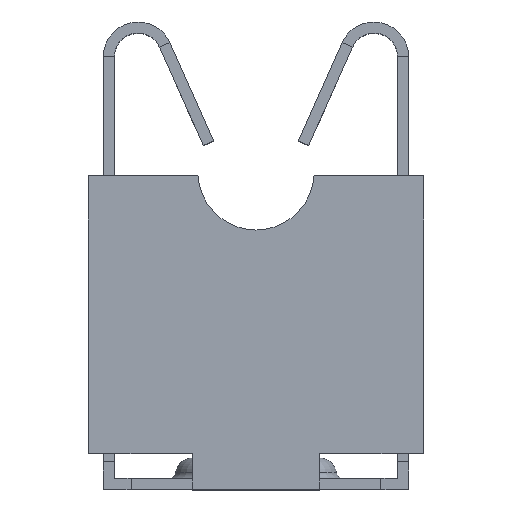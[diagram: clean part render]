
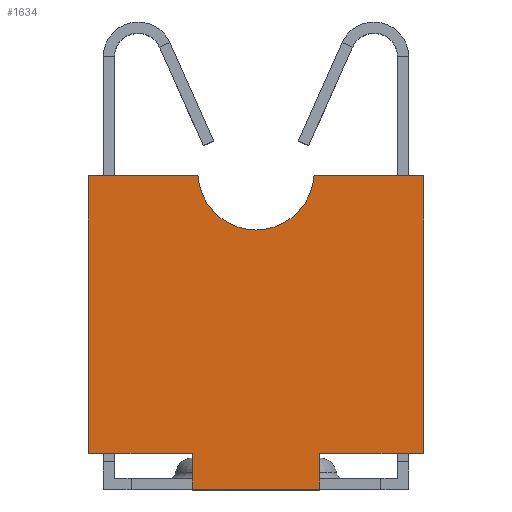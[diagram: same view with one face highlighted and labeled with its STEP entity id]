
A CAD part, top view. The second image highlights one B-rep face of the part: STEP entity #1634.
In plain terms, the highlighted planar face has unit normal (0, 0, 1).
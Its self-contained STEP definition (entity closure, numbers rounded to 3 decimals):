
#17 = DIRECTION ( 'NONE',  ( -1., 0., 0. ) ) ;
#19 = EDGE_CURVE ( 'NONE', #2319, #1015, #553, .T. ) ;
#117 = VECTOR ( 'NONE', #482, 1000. ) ;
#122 = CARTESIAN_POINT ( 'NONE',  ( 10.6, 22.6, 10.9 ) ) ;
#123 = EDGE_CURVE ( 'NONE', #2750, #1388, #3515, .T. ) ;
#155 = LINE ( 'NONE', #2599, #2994 ) ;
#162 = CARTESIAN_POINT ( 'NONE',  ( 12.1, 2.6, 10.9 ) ) ;
#165 = EDGE_CURVE ( 'NONE', #2401, #2077, #1810, .T. ) ;
#177 = VECTOR ( 'NONE', #1723, 1000. ) ;
#179 = CARTESIAN_POINT ( 'NONE',  ( -10.6, 2.6, 10.9 ) ) ;
#191 = EDGE_CURVE ( 'NONE', #3327, #2401, #378, .T. ) ;
#199 = CARTESIAN_POINT ( 'NONE',  ( 10.6, 2.6, 10.9 ) ) ;
#222 = CARTESIAN_POINT ( 'NONE',  ( 4.6, 2.6, 10.9 ) ) ;
#230 = ORIENTED_EDGE ( 'NONE', *, *, #2087, .T. ) ;
#286 = DIRECTION ( 'NONE',  ( -1., 0., 0. ) ) ;
#324 = VECTOR ( 'NONE', #649, 1000. ) ;
#330 = CARTESIAN_POINT ( 'NONE',  ( 4.6, 1., 10.9 ) ) ;
#378 = LINE ( 'NONE', #3231, #1171 ) ;
#444 = CARTESIAN_POINT ( 'NONE',  ( -12.1, 1., 10.9 ) ) ;
#451 = VERTEX_POINT ( 'NONE', #537 ) ;
#482 = DIRECTION ( 'NONE',  ( 0., -1., 0. ) ) ;
#487 = DIRECTION ( 'NONE',  ( 0., -1., 0. ) ) ;
#537 = CARTESIAN_POINT ( 'NONE',  ( 12.1, 22.6, 10.9 ) ) ;
#553 = LINE ( 'NONE', #1659, #2353 ) ;
#593 = VERTEX_POINT ( 'NONE', #1922 ) ;
#649 = DIRECTION ( 'NONE',  ( -1., 0., 0. ) ) ;
#730 = DIRECTION ( 'NONE',  ( -1., 0., 0. ) ) ;
#746 = CARTESIAN_POINT ( 'NONE',  ( 4.6, 1., 10.9 ) ) ;
#784 = CARTESIAN_POINT ( 'NONE',  ( -4.6, 0., 10.9 ) ) ;
#794 = LINE ( 'NONE', #2659, #1682 ) ;
#802 = DIRECTION ( 'NONE',  ( -1., 0., 0. ) ) ;
#869 = DIRECTION ( 'NONE',  ( 0., 0., -1. ) ) ;
#882 = ORIENTED_EDGE ( 'NONE', *, *, #2104, .F. ) ;
#895 = EDGE_LOOP ( 'NONE', ( #2675, #2880, #937, #1552, #2516, #1163, #3022, #2713, #1568, #1772, #3281, #1979, #1205, #230, #882, #1698 ) ) ;
#925 = EDGE_CURVE ( 'NONE', #1474, #2077, #3089, .T. ) ;
#930 = DIRECTION ( 'NONE',  ( -1., 0., 0. ) ) ;
#937 = ORIENTED_EDGE ( 'NONE', *, *, #1233, .T. ) ;
#1003 = EDGE_CURVE ( 'NONE', #2017, #2319, #3239, .T. ) ;
#1007 = CARTESIAN_POINT ( 'NONE',  ( -12.1, 22.6, 10.9 ) ) ;
#1015 = VERTEX_POINT ( 'NONE', #784 ) ;
#1083 = VECTOR ( 'NONE', #802, 1000. ) ;
#1163 = ORIENTED_EDGE ( 'NONE', *, *, #191, .F. ) ;
#1171 = VECTOR ( 'NONE', #17, 1000. ) ;
#1205 = ORIENTED_EDGE ( 'NONE', *, *, #2430, .F. ) ;
#1215 = EDGE_CURVE ( 'NONE', #1375, #2017, #1661, .T. ) ;
#1225 = AXIS2_PLACEMENT_3D ( 'NONE', #1515, #2078, #3419 ) ;
#1233 = EDGE_CURVE ( 'NONE', #2750, #1474, #2848, .T. ) ;
#1278 = VERTEX_POINT ( 'NONE', #1807 ) ;
#1298 = DIRECTION ( 'NONE',  ( 1., 0., 0. ) ) ;
#1375 = VERTEX_POINT ( 'NONE', #222 ) ;
#1388 = VERTEX_POINT ( 'NONE', #1596 ) ;
#1389 = AXIS2_PLACEMENT_3D ( 'NONE', #1466, #869, #2026 ) ;
#1466 = CARTESIAN_POINT ( 'NONE',  ( 4.6, 1., 10.9 ) ) ;
#1470 = DIRECTION ( 'NONE',  ( -1., 0., 0. ) ) ;
#1474 = VERTEX_POINT ( 'NONE', #1857 ) ;
#1489 = EDGE_CURVE ( 'NONE', #3194, #1278, #794, .T. ) ;
#1515 = CARTESIAN_POINT ( 'NONE',  ( 0., 22.9, 10.9 ) ) ;
#1552 = ORIENTED_EDGE ( 'NONE', *, *, #925, .T. ) ;
#1568 = ORIENTED_EDGE ( 'NONE', *, *, #2983, .T. ) ;
#1596 = CARTESIAN_POINT ( 'NONE',  ( 4.189, 22.6, 10.9 ) ) ;
#1613 = VECTOR ( 'NONE', #3037, 1000. ) ;
#1634 = ADVANCED_FACE ( 'NONE', ( #2813 ), #3323, .F. ) ;
#1659 = CARTESIAN_POINT ( 'NONE',  ( 4.6, 0., 10.9 ) ) ;
#1661 = LINE ( 'NONE', #330, #1613 ) ;
#1676 = CARTESIAN_POINT ( 'NONE',  ( 4.6, 22.6, 10.9 ) ) ;
#1682 = VECTOR ( 'NONE', #3551, 1000. ) ;
#1698 = ORIENTED_EDGE ( 'NONE', *, *, #2901, .F. ) ;
#1723 = DIRECTION ( 'NONE',  ( 1., 0., 0. ) ) ;
#1744 = EDGE_CURVE ( 'NONE', #3194, #3327, #2877, .T. ) ;
#1752 = VECTOR ( 'NONE', #487, 1000. ) ;
#1758 = LINE ( 'NONE', #3432, #2539 ) ;
#1772 = ORIENTED_EDGE ( 'NONE', *, *, #19, .F. ) ;
#1807 = CARTESIAN_POINT ( 'NONE',  ( -4.6, 1., 10.9 ) ) ;
#1810 = LINE ( 'NONE', #444, #2704 ) ;
#1817 = CARTESIAN_POINT ( 'NONE',  ( -12.1, 2.6, 10.9 ) ) ;
#1845 = LINE ( 'NONE', #2940, #117 ) ;
#1857 = CARTESIAN_POINT ( 'NONE',  ( -10.6, 22.6, 10.9 ) ) ;
#1922 = CARTESIAN_POINT ( 'NONE',  ( 10.6, 2.6, 10.9 ) ) ;
#1926 = VERTEX_POINT ( 'NONE', #122 ) ;
#1947 = VECTOR ( 'NONE', #2603, 1000. ) ;
#1979 = ORIENTED_EDGE ( 'NONE', *, *, #1215, .F. ) ;
#1991 = CARTESIAN_POINT ( 'NONE',  ( -10.6, 22.6, 10.9 ) ) ;
#2017 = VERTEX_POINT ( 'NONE', #2879 ) ;
#2026 = DIRECTION ( 'NONE',  ( -1., 0., 0. ) ) ;
#2060 = LINE ( 'NONE', #199, #2117 ) ;
#2069 = CARTESIAN_POINT ( 'NONE',  ( 4.6, 0., 10.9 ) ) ;
#2077 = VERTEX_POINT ( 'NONE', #1007 ) ;
#2078 = DIRECTION ( 'NONE',  ( 0., 0., 1. ) ) ;
#2087 = EDGE_CURVE ( 'NONE', #593, #3200, #2060, .T. ) ;
#2104 = EDGE_CURVE ( 'NONE', #451, #3200, #2313, .T. ) ;
#2117 = VECTOR ( 'NONE', #1298, 1000. ) ;
#2167 = LINE ( 'NONE', #3267, #177 ) ;
#2313 = LINE ( 'NONE', #3150, #1947 ) ;
#2319 = VERTEX_POINT ( 'NONE', #2069 ) ;
#2353 = VECTOR ( 'NONE', #286, 1000. ) ;
#2401 = VERTEX_POINT ( 'NONE', #1817 ) ;
#2430 = EDGE_CURVE ( 'NONE', #593, #1375, #155, .T. ) ;
#2516 = ORIENTED_EDGE ( 'NONE', *, *, #165, .F. ) ;
#2539 = VECTOR ( 'NONE', #930, 1000. ) ;
#2599 = CARTESIAN_POINT ( 'NONE',  ( 12.1, 2.6, 10.9 ) ) ;
#2603 = DIRECTION ( 'NONE',  ( 0., -1., 0. ) ) ;
#2659 = CARTESIAN_POINT ( 'NONE',  ( -4.6, 1., 10.9 ) ) ;
#2675 = ORIENTED_EDGE ( 'NONE', *, *, #3145, .T. ) ;
#2704 = VECTOR ( 'NONE', #3385, 1000. ) ;
#2713 = ORIENTED_EDGE ( 'NONE', *, *, #1489, .T. ) ;
#2750 = VERTEX_POINT ( 'NONE', #3497 ) ;
#2813 = FACE_OUTER_BOUND ( 'NONE', #895, .T. ) ;
#2848 = LINE ( 'NONE', #1676, #1083 ) ;
#2877 = LINE ( 'NONE', #2908, #324 ) ;
#2879 = CARTESIAN_POINT ( 'NONE',  ( 4.6, 1., 10.9 ) ) ;
#2880 = ORIENTED_EDGE ( 'NONE', *, *, #123, .F. ) ;
#2901 = EDGE_CURVE ( 'NONE', #1926, #451, #2167, .T. ) ;
#2908 = CARTESIAN_POINT ( 'NONE',  ( 12.1, 2.6, 10.9 ) ) ;
#2915 = CARTESIAN_POINT ( 'NONE',  ( -4.6, 2.6, 10.9 ) ) ;
#2940 = CARTESIAN_POINT ( 'NONE',  ( -4.6, 1., 10.9 ) ) ;
#2983 = EDGE_CURVE ( 'NONE', #1278, #1015, #1845, .T. ) ;
#2994 = VECTOR ( 'NONE', #730, 1000. ) ;
#3022 = ORIENTED_EDGE ( 'NONE', *, *, #1744, .F. ) ;
#3037 = DIRECTION ( 'NONE',  ( 0., -1., 0. ) ) ;
#3068 = VECTOR ( 'NONE', #1470, 1000. ) ;
#3089 = LINE ( 'NONE', #1991, #3068 ) ;
#3145 = EDGE_CURVE ( 'NONE', #1926, #1388, #1758, .T. ) ;
#3150 = CARTESIAN_POINT ( 'NONE',  ( 12.1, 1., 10.9 ) ) ;
#3194 = VERTEX_POINT ( 'NONE', #2915 ) ;
#3200 = VERTEX_POINT ( 'NONE', #162 ) ;
#3231 = CARTESIAN_POINT ( 'NONE',  ( 4.6, 2.6, 10.9 ) ) ;
#3239 = LINE ( 'NONE', #746, #1752 ) ;
#3267 = CARTESIAN_POINT ( 'NONE',  ( 4.6, 22.6, 10.9 ) ) ;
#3281 = ORIENTED_EDGE ( 'NONE', *, *, #1003, .F. ) ;
#3323 = PLANE ( 'NONE',  #1389 ) ;
#3327 = VERTEX_POINT ( 'NONE', #179 ) ;
#3385 = DIRECTION ( 'NONE',  ( 0., 1., 0. ) ) ;
#3419 = DIRECTION ( 'NONE',  ( 1., 0., 0. ) ) ;
#3432 = CARTESIAN_POINT ( 'NONE',  ( 4.6, 22.6, 10.9 ) ) ;
#3497 = CARTESIAN_POINT ( 'NONE',  ( -4.189, 22.6, 10.9 ) ) ;
#3515 = CIRCLE ( 'NONE', #1225, 4.2 ) ;
#3551 = DIRECTION ( 'NONE',  ( 0., -1., 0. ) ) ;
